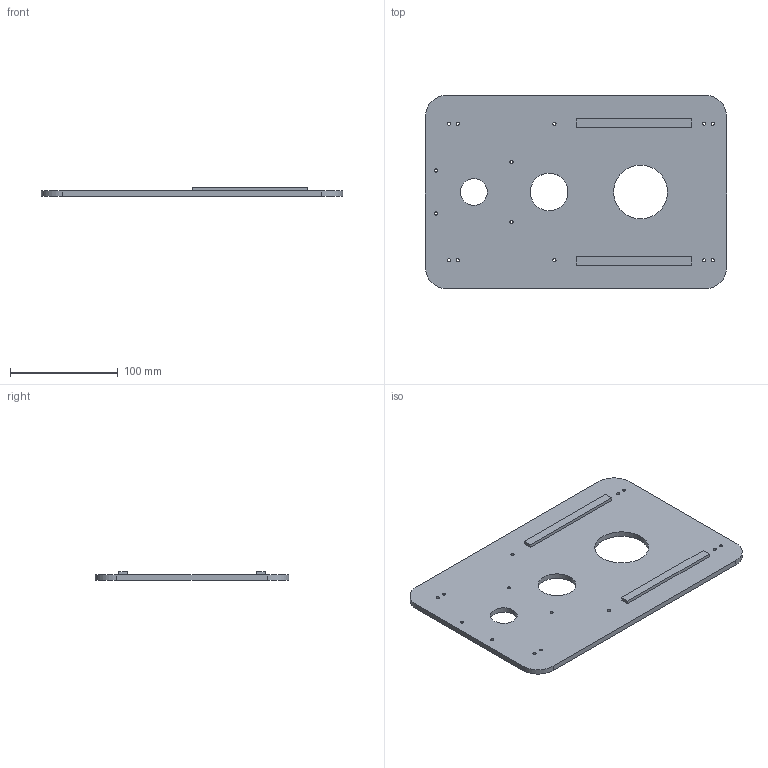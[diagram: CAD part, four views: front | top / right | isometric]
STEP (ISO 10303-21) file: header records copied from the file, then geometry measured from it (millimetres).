
FILE_DESCRIPTION(('CATIA V5 STEP Exchange'),'2;1');
FILE_NAME('plate1.stp','2020-06-18T07:18:36+00:00',('none'),('none'),'CATIA Version 5 Release 21 GA (IN-10)','CATIA V5 STEP AP203','none');
FILE_SCHEMA(('CONFIG_CONTROL_DESIGN'));
Length unit declared in the file: millimetre
Products named in the file (1): plate1
Bounding box: 280 x 180 x 8 mm (x, y, z)
Volume: 237842 mm3; surface area: 101278.3 mm2
Topology: 1 solids, 1 shells, 54 faces, 150 edges, 100 vertices
Faces by surface type: cylinder 38, plane 16
Entity records: 1704 total; most frequent: ORIENTED_EDGE 300, CARTESIAN_POINT 285, DIRECTION 218, EDGE_CURVE 150, AXIS2_PLACEMENT_3D 111, VERTEX_POINT 100, EDGE_LOOP 90, CIRCLE 76
